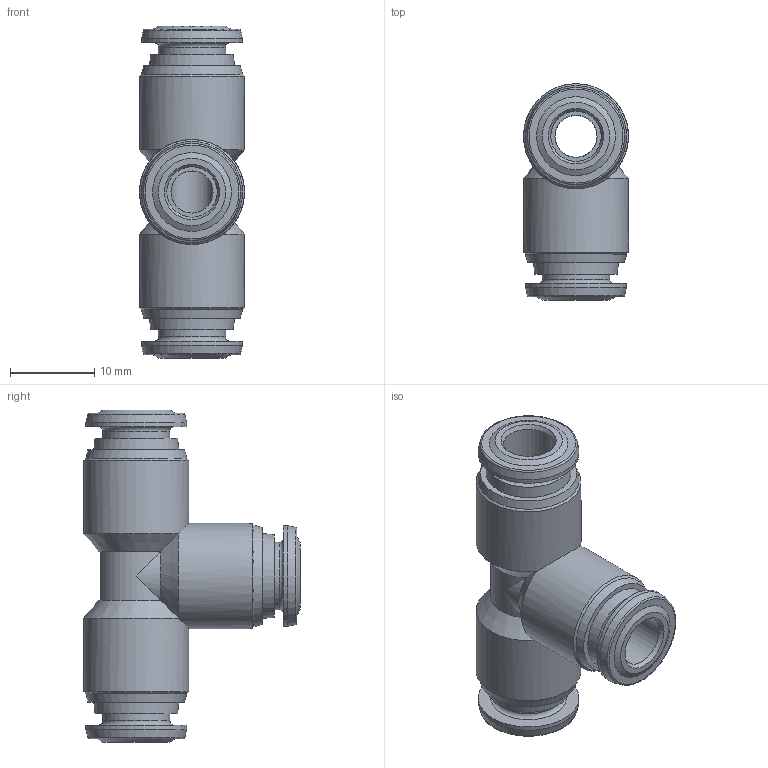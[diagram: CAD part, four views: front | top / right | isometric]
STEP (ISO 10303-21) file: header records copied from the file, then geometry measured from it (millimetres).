
FILE_DESCRIPTION(/* description */ ('STEP AP214'),/* implementation_level */ '2;1');
FILE_NAME(/* name */ '8085717_NPQR-T-Q6-E',/* time_stamp */ '2024-09-13T09:16:47+02:00',/* author */ ('License CC BY-ND 4.0'),/* organization */ ('CADENAS'),/* preprocessor_version */ 'ST-DEVELOPER v19.3',/* originating_system */ 'PARTsolutions',/* authorisation */ ' ');
FILE_SCHEMA (('FEATURE_BASED_PROCESS_PLANNING','AUTOMOTIVE_DESIGN {1 0 10303 214 3 1 1}'));
Length unit declared in the file: millimetre
Products named in the file (1): 8085717 NPQR-T-Q6-E---(high)
Bounding box: 12.5 x 25.75 x 39.5 mm (x, y, z)
Volume: 4129 mm3; surface area: 3440 mm2
Topology: 1 solids, 1 shells, 67 faces, 125 edges, 74 vertices
Faces by surface type: cone 22, plane 21, cylinder 18, torus 6
Full cylindrical faces by diameter (mm): 5 x2, 6 x3, 8 x3, 12 x3, 12.5 x3
Entity records: 1480 total; most frequent: DIRECTION 288, CARTESIAN_POINT 232, ORIENTED_EDGE 164, AXIS2_PLACEMENT_3D 142, EDGE_LOOP 124, FACE_BOUND 124, EDGE_CURVE 82, VERTEX_POINT 70
